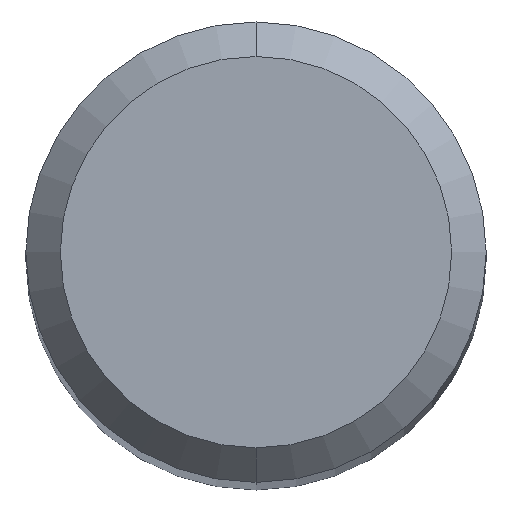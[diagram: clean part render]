
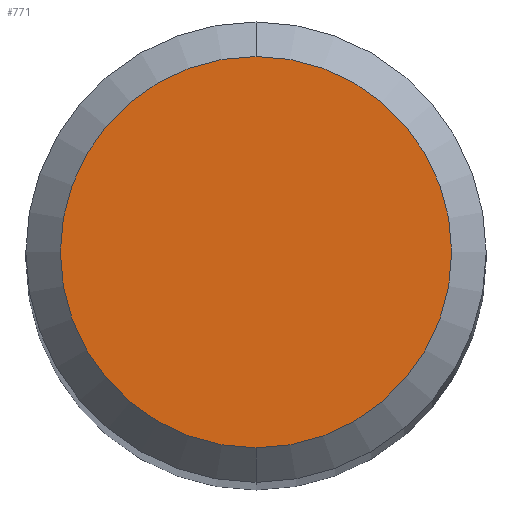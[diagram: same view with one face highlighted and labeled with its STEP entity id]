
A CAD part, top view. The second image highlights one B-rep face of the part: STEP entity #771.
In plain terms, the highlighted planar face has unit normal (0, 0, 1).
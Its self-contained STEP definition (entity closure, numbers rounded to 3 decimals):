
#771=ADVANCED_FACE('',(#1674),#1675,.T.);
#829=VERTEX_POINT('',#1735);
#1185=VERTEX_POINT('',#2124);
#1239=EDGE_CURVE('',#829,#1185,#2184,.T.);
#1261=EDGE_CURVE('',#1185,#829,#2207,.T.);
#1674=FACE_OUTER_BOUND('',#3660,.T.);
#1675=PLANE('',#3661);
#1735=CARTESIAN_POINT('',(0.,-1.7,0.0));
#2124=CARTESIAN_POINT('',(0.0,1.7,0.0));
#2184=CIRCLE('',#5905,1.7);
#2207=CIRCLE('',#5961,1.7);
#3660=EDGE_LOOP('',(#6981,#6982));
#3661=AXIS2_PLACEMENT_3D('',#6983,#6984,#6985);
#5905=AXIS2_PLACEMENT_3D('',#7528,#7529,#7530);
#5961=AXIS2_PLACEMENT_3D('',#7548,#7549,#7550);
#6981=ORIENTED_EDGE('',*,*,#1261,.F.);
#6982=ORIENTED_EDGE('',*,*,#1239,.F.);
#6983=CARTESIAN_POINT('',(0.0,0.85,0.0));
#6984=DIRECTION('',(-0.0,0.0,1.0));
#6985=DIRECTION('',(0.0,-1.0,0.0));
#7528=CARTESIAN_POINT('',(0.0,0.0,0.0));
#7529=DIRECTION('',(0.0,0.0,-1.0));
#7530=DIRECTION('',(0.0,1.0,0.0));
#7548=CARTESIAN_POINT('',(0.0,0.0,0.0));
#7549=DIRECTION('',(0.0,0.0,-1.0));
#7550=DIRECTION('',(0.0,1.0,0.0));
